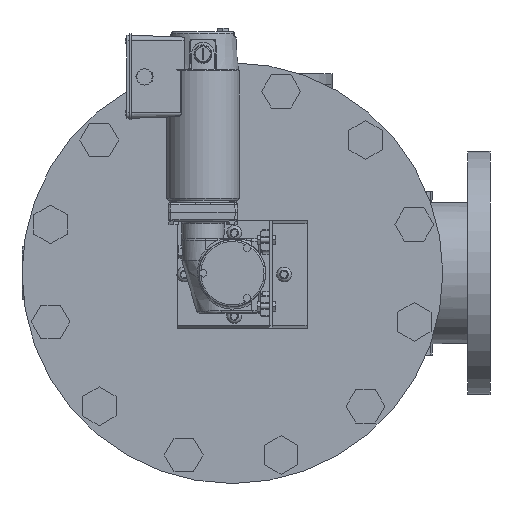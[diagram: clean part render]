
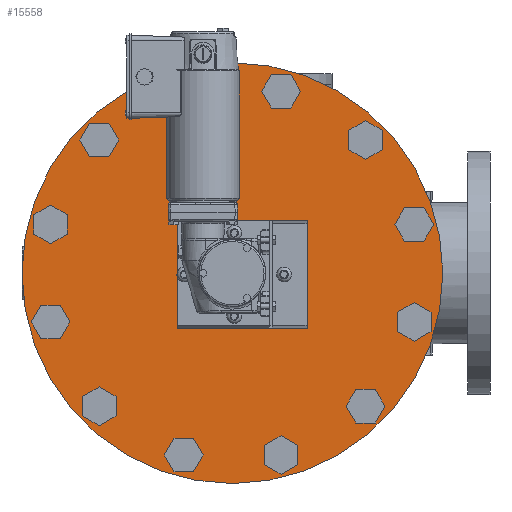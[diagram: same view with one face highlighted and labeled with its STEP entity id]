
A CAD part, left-side view. The second image highlights one B-rep face of the part: STEP entity #15558.
In plain terms, the highlighted planar face has unit normal (-1, 0, 0).
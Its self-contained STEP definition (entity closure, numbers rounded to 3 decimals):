
#93 = ORIENTED_EDGE ( 'NONE', *, *, #12226, .F. ) ;
#181 = CARTESIAN_POINT ( 'NONE',  ( 0., 0., -241.3 ) ) ;
#231 = DIRECTION ( 'NONE',  ( 0., -1., 0. ) ) ;
#1017 = DIRECTION ( 'NONE',  ( -1., 0., 0. ) ) ;
#1079 = DIRECTION ( 'NONE',  ( 0., -1., 0. ) ) ;
#1207 = DIRECTION ( 'NONE',  ( -1., 0., 0. ) ) ;
#1415 = AXIS2_PLACEMENT_3D ( 'NONE', #20418, #5563, #26427 ) ;
#1481 = FACE_BOUND ( 'NONE', #23179, .T. ) ;
#1496 = AXIS2_PLACEMENT_3D ( 'NONE', #12661, #15520, #13048 ) ;
#1559 = AXIS2_PLACEMENT_3D ( 'NONE', #20724, #18151, #32843 ) ;
#1818 = ORIENTED_EDGE ( 'NONE', *, *, #28020, .F. ) ;
#1910 = ORIENTED_EDGE ( 'NONE', *, *, #24000, .F. ) ;
#1937 = AXIS2_PLACEMENT_3D ( 'NONE', #23053, #5240, #29058 ) ;
#2179 = CARTESIAN_POINT ( 'NONE',  ( 0., -208.543, 55.879 ) ) ;
#2404 = FACE_BOUND ( 'NONE', #21155, .T. ) ;
#2964 = CARTESIAN_POINT ( 'NONE',  ( 0., 152.664, 152.664 ) ) ;
#3209 = CARTESIAN_POINT ( 'NONE',  ( 0., -55.879, 208.543 ) ) ;
#3584 = EDGE_CURVE ( 'NONE', #18485, #18485, #28707, .T. ) ;
#4236 = DIRECTION ( 'NONE',  ( -1., 0., 0. ) ) ;
#4377 = VERTEX_POINT ( 'NONE', #6931 ) ;
#4884 = VERTEX_POINT ( 'NONE', #20362 ) ;
#5199 = DIRECTION ( 'NONE',  ( 0., -1., 0. ) ) ;
#5240 = DIRECTION ( 'NONE',  ( -1., 0., 0. ) ) ;
#5563 = DIRECTION ( 'NONE',  ( -1., 0., 0. ) ) ;
#5571 = DIRECTION ( 'NONE',  ( -1., 0., 0. ) ) ;
#5780 = VERTEX_POINT ( 'NONE', #36896 ) ;
#6459 = CIRCLE ( 'NONE', #15377, 12.7 ) ;
#6679 = EDGE_LOOP ( 'NONE', ( #93 ) ) ;
#6794 = CIRCLE ( 'NONE', #13951, 12.7 ) ;
#6931 = CARTESIAN_POINT ( 'NONE',  ( 0., 139.964, -152.664 ) ) ;
#7177 = CARTESIAN_POINT ( 'NONE',  ( 0., -221.243, -55.879 ) ) ;
#7309 = CARTESIAN_POINT ( 'NONE',  ( 0., -68.579, -208.543 ) ) ;
#7516 = CIRCLE ( 'NONE', #1937, 12.7 ) ;
#7890 = CIRCLE ( 'NONE', #29439, 12.7 ) ;
#8444 = FACE_BOUND ( 'NONE', #38460, .T. ) ;
#9434 = PLANE ( 'NONE',  #29587 ) ;
#9446 = DIRECTION ( 'NONE',  ( 0., -1., 0. ) ) ;
#9468 = CIRCLE ( 'NONE', #1415, 12.7 ) ;
#9705 = DIRECTION ( 'NONE',  ( -1., 0., 0. ) ) ;
#9715 = AXIS2_PLACEMENT_3D ( 'NONE', #37069, #1017, #30710 ) ;
#9891 = EDGE_CURVE ( 'NONE', #24024, #24024, #30244, .T. ) ;
#10448 = CIRCLE ( 'NONE', #24868, 12.7 ) ;
#11050 = DIRECTION ( 'NONE',  ( 1., 0., 0. ) ) ;
#11392 = ORIENTED_EDGE ( 'NONE', *, *, #9891, .F. ) ;
#11529 = CARTESIAN_POINT ( 'NONE',  ( 0., 43.179, 208.543 ) ) ;
#11821 = VERTEX_POINT ( 'NONE', #7309 ) ;
#12209 = FACE_BOUND ( 'NONE', #6679, .T. ) ;
#12226 = EDGE_CURVE ( 'NONE', #15205, #15205, #34729, .T. ) ;
#12301 = ORIENTED_EDGE ( 'NONE', *, *, #22284, .F. ) ;
#12661 = CARTESIAN_POINT ( 'NONE',  ( 0., -55.879, -208.543 ) ) ;
#13048 = DIRECTION ( 'NONE',  ( 0., -1., 0. ) ) ;
#13951 = AXIS2_PLACEMENT_3D ( 'NONE', #25155, #1207, #1079 ) ;
#14724 = EDGE_CURVE ( 'NONE', #4884, #4884, #9468, .T. ) ;
#15205 = VERTEX_POINT ( 'NONE', #35232 ) ;
#15377 = AXIS2_PLACEMENT_3D ( 'NONE', #2964, #38508, #231 ) ;
#15466 = FACE_BOUND ( 'NONE', #22511, .T. ) ;
#15515 = AXIS2_PLACEMENT_3D ( 'NONE', #22744, #11050, #34894 ) ;
#15520 = DIRECTION ( 'NONE',  ( -1., 0., 0. ) ) ;
#15558 = ADVANCED_FACE ( 'NONE', ( #26175, #33668, #22414, #15466, #12209, #16874, #24799, #25725, #2404, #1481, #8444, #36906, #16394 ), #9434, .F. ) ;
#15565 = ORIENTED_EDGE ( 'NONE', *, *, #37973, .F. ) ;
#16067 = VERTEX_POINT ( 'NONE', #7177 ) ;
#16387 = DIRECTION ( 'NONE',  ( 0., -1., 0. ) ) ;
#16394 = FACE_OUTER_BOUND ( 'NONE', #33756, .T. ) ;
#16443 = ORIENTED_EDGE ( 'NONE', *, *, #20013, .F. ) ;
#16498 = VERTEX_POINT ( 'NONE', #31516 ) ;
#16874 = FACE_BOUND ( 'NONE', #23573, .T. ) ;
#18151 = DIRECTION ( 'NONE',  ( -1., 0., 0. ) ) ;
#18485 = VERTEX_POINT ( 'NONE', #37681 ) ;
#20013 = EDGE_CURVE ( 'NONE', #27712, #27712, #31110, .T. ) ;
#20066 = ORIENTED_EDGE ( 'NONE', *, *, #25374, .F. ) ;
#20276 = DIRECTION ( 'NONE',  ( -1., 0., 0. ) ) ;
#20362 = CARTESIAN_POINT ( 'NONE',  ( 0., -165.364, -152.664 ) ) ;
#20418 = CARTESIAN_POINT ( 'NONE',  ( 0., -152.664, -152.664 ) ) ;
#20687 = EDGE_LOOP ( 'NONE', ( #11392 ) ) ;
#20724 = CARTESIAN_POINT ( 'NONE',  ( 0., -208.543, -55.879 ) ) ;
#21127 = CIRCLE ( 'NONE', #1496, 12.7 ) ;
#21155 = EDGE_LOOP ( 'NONE', ( #21946 ) ) ;
#21493 = AXIS2_PLACEMENT_3D ( 'NONE', #23015, #5571, #5199 ) ;
#21521 = EDGE_LOOP ( 'NONE', ( #1910 ) ) ;
#21659 = DIRECTION ( 'NONE',  ( 0., 0., -1. ) ) ;
#21792 = CARTESIAN_POINT ( 'NONE',  ( 0., 0., 0. ) ) ;
#21946 = ORIENTED_EDGE ( 'NONE', *, *, #35323, .F. ) ;
#22055 = CARTESIAN_POINT ( 'NONE',  ( 0., -152.664, 152.664 ) ) ;
#22284 = EDGE_CURVE ( 'NONE', #25830, #25830, #10448, .T. ) ;
#22414 = FACE_BOUND ( 'NONE', #20687, .T. ) ;
#22511 = EDGE_LOOP ( 'NONE', ( #20066 ) ) ;
#22744 = CARTESIAN_POINT ( 'NONE',  ( 0., 0., 0. ) ) ;
#22988 = DIRECTION ( 'NONE',  ( 0., -1., 0. ) ) ;
#23015 = CARTESIAN_POINT ( 'NONE',  ( 0., 55.879, 208.543 ) ) ;
#23053 = CARTESIAN_POINT ( 'NONE',  ( 0., 208.543, -55.879 ) ) ;
#23169 = ORIENTED_EDGE ( 'NONE', *, *, #14724, .F. ) ;
#23179 = EDGE_LOOP ( 'NONE', ( #30050 ) ) ;
#23573 = EDGE_LOOP ( 'NONE', ( #12301 ) ) ;
#24000 = EDGE_CURVE ( 'NONE', #5780, #5780, #7516, .T. ) ;
#24024 = VERTEX_POINT ( 'NONE', #11529 ) ;
#24047 = ORIENTED_EDGE ( 'NONE', *, *, #27075, .F. ) ;
#24396 = CARTESIAN_POINT ( 'NONE',  ( 0., -221.243, 55.879 ) ) ;
#24799 = FACE_BOUND ( 'NONE', #28237, .T. ) ;
#24868 = AXIS2_PLACEMENT_3D ( 'NONE', #2179, #20276, #22988 ) ;
#25155 = CARTESIAN_POINT ( 'NONE',  ( 0., 208.543, 55.879 ) ) ;
#25374 = EDGE_CURVE ( 'NONE', #31410, #31410, #7890, .T. ) ;
#25725 = FACE_BOUND ( 'NONE', #30457, .T. ) ;
#25830 = VERTEX_POINT ( 'NONE', #24396 ) ;
#26175 = FACE_BOUND ( 'NONE', #30857, .T. ) ;
#26427 = DIRECTION ( 'NONE',  ( 0., -1., 0. ) ) ;
#27075 = EDGE_CURVE ( 'NONE', #16067, #16067, #38134, .T. ) ;
#27490 = EDGE_LOOP ( 'NONE', ( #33641 ) ) ;
#27520 = AXIS2_PLACEMENT_3D ( 'NONE', #37077, #34104, #16387 ) ;
#27712 = VERTEX_POINT ( 'NONE', #181 ) ;
#28020 = EDGE_CURVE ( 'NONE', #4377, #4377, #30862, .T. ) ;
#28075 = DIRECTION ( 'NONE',  ( 0., -1., 0. ) ) ;
#28237 = EDGE_LOOP ( 'NONE', ( #24047 ) ) ;
#28279 = AXIS2_PLACEMENT_3D ( 'NONE', #22055, #4236, #28075 ) ;
#28707 = CIRCLE ( 'NONE', #9715, 12.7 ) ;
#29058 = DIRECTION ( 'NONE',  ( 0., -1., 0. ) ) ;
#29439 = AXIS2_PLACEMENT_3D ( 'NONE', #3209, #9705, #9446 ) ;
#29587 = AXIS2_PLACEMENT_3D ( 'NONE', #21792, #36274, #21659 ) ;
#30050 = ORIENTED_EDGE ( 'NONE', *, *, #3584, .F. ) ;
#30244 = CIRCLE ( 'NONE', #21493, 12.7 ) ;
#30457 = EDGE_LOOP ( 'NONE', ( #23169 ) ) ;
#30710 = DIRECTION ( 'NONE',  ( 0., -1., 0. ) ) ;
#30815 = EDGE_CURVE ( 'NONE', #16498, #16498, #6459, .T. ) ;
#30857 = EDGE_LOOP ( 'NONE', ( #15565 ) ) ;
#30862 = CIRCLE ( 'NONE', #27520, 12.7 ) ;
#31110 = CIRCLE ( 'NONE', #15515, 241.3 ) ;
#31410 = VERTEX_POINT ( 'NONE', #36635 ) ;
#31516 = CARTESIAN_POINT ( 'NONE',  ( 0., 139.964, 152.664 ) ) ;
#32771 = VERTEX_POINT ( 'NONE', #37763 ) ;
#32843 = DIRECTION ( 'NONE',  ( 0., -1., 0. ) ) ;
#33641 = ORIENTED_EDGE ( 'NONE', *, *, #30815, .F. ) ;
#33668 = FACE_BOUND ( 'NONE', #27490, .T. ) ;
#33756 = EDGE_LOOP ( 'NONE', ( #16443 ) ) ;
#34104 = DIRECTION ( 'NONE',  ( -1., 0., 0. ) ) ;
#34729 = CIRCLE ( 'NONE', #28279, 12.7 ) ;
#34894 = DIRECTION ( 'NONE',  ( 0., 0., -1. ) ) ;
#35232 = CARTESIAN_POINT ( 'NONE',  ( 0., -165.364, 152.664 ) ) ;
#35323 = EDGE_CURVE ( 'NONE', #11821, #11821, #21127, .T. ) ;
#36274 = DIRECTION ( 'NONE',  ( 1., 0., 0. ) ) ;
#36635 = CARTESIAN_POINT ( 'NONE',  ( 0., -68.579, 208.543 ) ) ;
#36896 = CARTESIAN_POINT ( 'NONE',  ( 0., 195.843, -55.879 ) ) ;
#36906 = FACE_BOUND ( 'NONE', #21521, .T. ) ;
#37069 = CARTESIAN_POINT ( 'NONE',  ( 0., 55.879, -208.543 ) ) ;
#37077 = CARTESIAN_POINT ( 'NONE',  ( 0., 152.664, -152.664 ) ) ;
#37681 = CARTESIAN_POINT ( 'NONE',  ( 0., 43.179, -208.543 ) ) ;
#37763 = CARTESIAN_POINT ( 'NONE',  ( 0., 195.843, 55.879 ) ) ;
#37973 = EDGE_CURVE ( 'NONE', #32771, #32771, #6794, .T. ) ;
#38134 = CIRCLE ( 'NONE', #1559, 12.7 ) ;
#38460 = EDGE_LOOP ( 'NONE', ( #1818 ) ) ;
#38508 = DIRECTION ( 'NONE',  ( -1., 0., 0. ) ) ;
